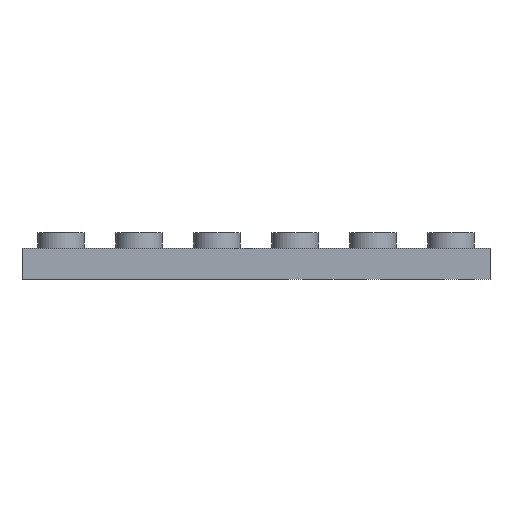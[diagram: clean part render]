
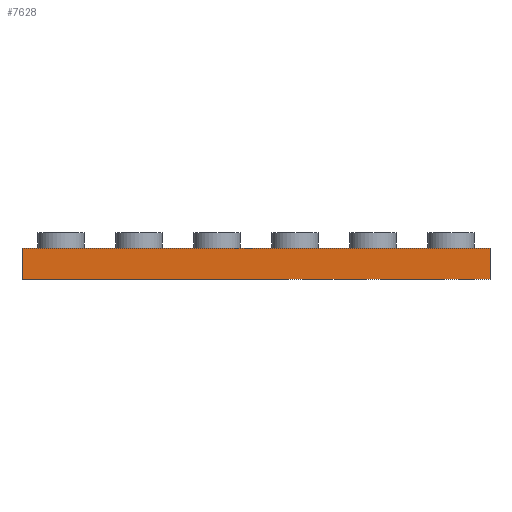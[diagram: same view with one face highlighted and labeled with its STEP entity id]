
A CAD part, left-side view. The second image highlights one B-rep face of the part: STEP entity #7628.
In plain terms, the highlighted planar face has unit normal (-1, 0, 0).
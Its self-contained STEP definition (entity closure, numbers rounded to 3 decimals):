
#570=FACE_OUTER_BOUND('',#1020,.T.);
#1020=EDGE_LOOP('',(#7075,#7076,#7077,#7078));
#1466=LINE('',#10770,#2282);
#1744=LINE('',#11452,#2560);
#2149=LINE('',#12564,#2965);
#2150=LINE('',#12565,#2966);
#2282=VECTOR('',#8590,10.);
#2560=VECTOR('',#9172,10.);
#2965=VECTOR('',#10371,10.);
#2966=VECTOR('',#10372,10.);
#3138=VERTEX_POINT('',#10764);
#3140=VERTEX_POINT('',#10768);
#3391=VERTEX_POINT('',#11449);
#3392=VERTEX_POINT('',#11451);
#3882=EDGE_CURVE('',#3138,#3140,#1466,.T.);
#4268=EDGE_CURVE('',#3391,#3392,#1744,.T.);
#4829=EDGE_CURVE('',#3138,#3391,#2149,.T.);
#4830=EDGE_CURVE('',#3392,#3140,#2150,.T.);
#7075=ORIENTED_EDGE('',*,*,#4829,.F.);
#7076=ORIENTED_EDGE('',*,*,#3882,.T.);
#7077=ORIENTED_EDGE('',*,*,#4830,.F.);
#7078=ORIENTED_EDGE('',*,*,#4268,.F.);
#7302=PLANE('',#8280);
#7628=ADVANCED_FACE('',(#570),#7302,.T.);
#8280=AXIS2_PLACEMENT_3D('',#12563,#10369,#10370);
#8590=DIRECTION('',(0.,1.,0.));
#9172=DIRECTION('',(0.,1.,0.));
#10369=DIRECTION('center_axis',(-1.,0.,0.));
#10370=DIRECTION('ref_axis',(0.,0.,1.));
#10371=DIRECTION('',(0.,0.,-1.));
#10372=DIRECTION('',(0.,0.,1.));
#10764=CARTESIAN_POINT('',(0.,0.,3.2));
#10768=CARTESIAN_POINT('',(0.,48.,3.2));
#10770=CARTESIAN_POINT('',(0.,0.,3.2));
#11449=CARTESIAN_POINT('',(0.,0.,0.));
#11451=CARTESIAN_POINT('',(0.,48.,0.));
#11452=CARTESIAN_POINT('',(0.,0.,0.));
#12563=CARTESIAN_POINT('Origin',(0.,0.,0.));
#12564=CARTESIAN_POINT('',(0.,0.,3.2));
#12565=CARTESIAN_POINT('',(0.,48.,3.2));
